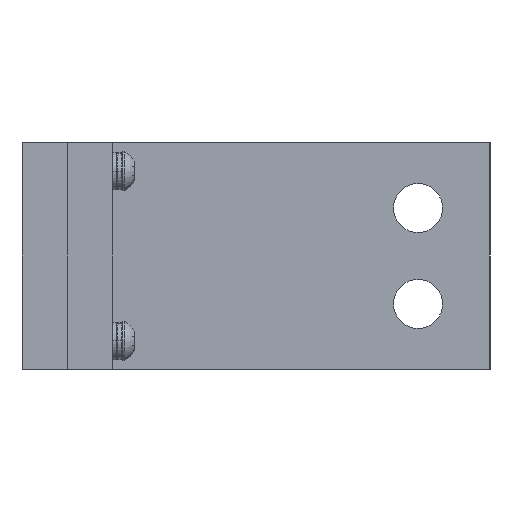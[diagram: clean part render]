
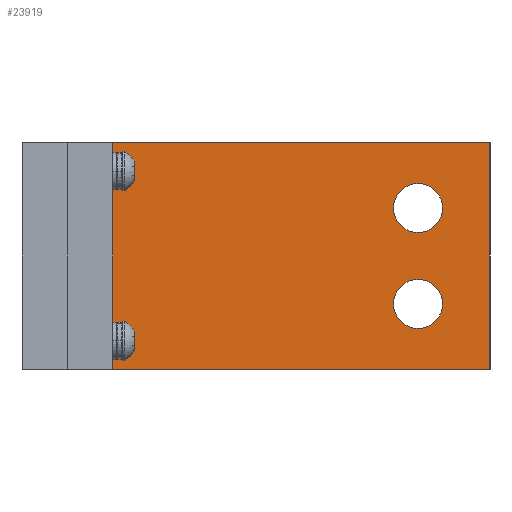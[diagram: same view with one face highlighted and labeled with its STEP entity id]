
A CAD part, left-side view. The second image highlights one B-rep face of the part: STEP entity #23919.
In plain terms, the highlighted planar face has unit normal (-1, 0, 0).
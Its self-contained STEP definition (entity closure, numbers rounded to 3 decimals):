
#23773=AXIS2_PLACEMENT_3D('Circle Axis2P3D',#23771,#23772,$) ;
#23808=AXIS2_PLACEMENT_3D('Circle Axis2P3D',#23806,#23807,$) ;
#23830=AXIS2_PLACEMENT_3D('Circle Axis2P3D',#23828,#23829,$) ;
#23865=AXIS2_PLACEMENT_3D('Circle Axis2P3D',#23863,#23864,$) ;
#23903=AXIS2_PLACEMENT_3D('Plane Axis2P3D',#23900,#23901,#23902) ;
#23653=CARTESIAN_POINT('Vertex',(-333.775,-9.,175.)) ;
#23667=CARTESIAN_POINT('Vertex',(-333.775,-114.,175.)) ;
#23670=CARTESIAN_POINT('Line Origine',(-333.775,-61.5,175.)) ;
#23698=CARTESIAN_POINT('Vertex',(-333.775,-114.,235.)) ;
#23701=CARTESIAN_POINT('Line Origine',(-333.775,-114.,205.)) ;
#23729=CARTESIAN_POINT('Vertex',(-333.775,-9.,235.)) ;
#23732=CARTESIAN_POINT('Line Origine',(-333.775,-61.5,235.)) ;
#23754=CARTESIAN_POINT('Line Origine',(-333.775,-9.,205.)) ;
#23771=CARTESIAN_POINT('Axis2P3D Location',(-333.775,-94.95,217.7)) ;
#23775=CARTESIAN_POINT('Vertex',(-333.775,-88.45,217.7)) ;
#23777=CARTESIAN_POINT('Vertex',(-333.775,-101.45,217.7)) ;
#23806=CARTESIAN_POINT('Axis2P3D Location',(-333.775,-94.95,217.7)) ;
#23828=CARTESIAN_POINT('Axis2P3D Location',(-333.775,-94.95,192.3)) ;
#23832=CARTESIAN_POINT('Vertex',(-333.775,-88.45,192.3)) ;
#23834=CARTESIAN_POINT('Vertex',(-333.775,-101.45,192.3)) ;
#23863=CARTESIAN_POINT('Axis2P3D Location',(-333.775,-94.95,192.3)) ;
#23900=CARTESIAN_POINT('Axis2P3D Location',(-333.775,-9.,175.)) ;
#23671=DIRECTION('Vector Direction',(0.,-1.,0.)) ;
#23702=DIRECTION('Vector Direction',(0.,0.,1.)) ;
#23733=DIRECTION('Vector Direction',(0.,1.,0.)) ;
#23755=DIRECTION('Vector Direction',(0.,0.,-1.)) ;
#23772=DIRECTION('Axis2P3D Direction',(-1.,0.,0.)) ;
#23807=DIRECTION('Axis2P3D Direction',(-1.,0.,0.)) ;
#23829=DIRECTION('Axis2P3D Direction',(-1.,0.,0.)) ;
#23864=DIRECTION('Axis2P3D Direction',(-1.,0.,0.)) ;
#23901=DIRECTION('Axis2P3D Direction',(-1.,0.,0.)) ;
#23902=DIRECTION('Axis2P3D XDirection',(0.,-1.,0.)) ;
#23672=VECTOR('Line Direction',#23671,1.) ;
#23703=VECTOR('Line Direction',#23702,1.) ;
#23734=VECTOR('Line Direction',#23733,1.) ;
#23756=VECTOR('Line Direction',#23755,1.) ;
#23906=ORIENTED_EDGE('',*,*,#23674,.T.) ;
#23907=ORIENTED_EDGE('',*,*,#23705,.T.) ;
#23908=ORIENTED_EDGE('',*,*,#23736,.T.) ;
#23909=ORIENTED_EDGE('',*,*,#23758,.T.) ;
#23912=ORIENTED_EDGE('',*,*,#23779,.F.) ;
#23913=ORIENTED_EDGE('',*,*,#23810,.F.) ;
#23916=ORIENTED_EDGE('',*,*,#23836,.F.) ;
#23917=ORIENTED_EDGE('',*,*,#23867,.F.) ;
#23914=FACE_BOUND('',#23911,.T.) ;
#23918=FACE_BOUND('',#23915,.T.) ;
#23919=ADVANCED_FACE('RB7378801_1PD_001_02_TERMINAL_ASSEMBLY_E2_2_UL.4\\RB7380001_1PA_001_00_PLATE.3\\PartBody',(#23910,#23914,#23918),#23904,.T.) ;
#23774=CIRCLE('generated circle',#23773,6.5) ;
#23809=CIRCLE('generated circle',#23808,6.5) ;
#23831=CIRCLE('generated circle',#23830,6.5) ;
#23866=CIRCLE('generated circle',#23865,6.5) ;
#23674=EDGE_CURVE('',#23654,#23668,#23673,.T.) ;
#23705=EDGE_CURVE('',#23668,#23699,#23704,.T.) ;
#23736=EDGE_CURVE('',#23699,#23730,#23735,.T.) ;
#23758=EDGE_CURVE('',#23730,#23654,#23757,.T.) ;
#23779=EDGE_CURVE('',#23776,#23778,#23774,.T.) ;
#23810=EDGE_CURVE('',#23778,#23776,#23809,.T.) ;
#23836=EDGE_CURVE('',#23833,#23835,#23831,.T.) ;
#23867=EDGE_CURVE('',#23835,#23833,#23866,.T.) ;
#23905=EDGE_LOOP('',(#23906,#23907,#23908,#23909)) ;
#23911=EDGE_LOOP('',(#23912,#23913)) ;
#23915=EDGE_LOOP('',(#23916,#23917)) ;
#23910=FACE_OUTER_BOUND('',#23905,.T.) ;
#23673=LINE('Line',#23670,#23672) ;
#23704=LINE('Line',#23701,#23703) ;
#23735=LINE('Line',#23732,#23734) ;
#23757=LINE('Line',#23754,#23756) ;
#23904=PLANE('',#23903) ;
#23654=VERTEX_POINT('',#23653) ;
#23668=VERTEX_POINT('',#23667) ;
#23699=VERTEX_POINT('',#23698) ;
#23730=VERTEX_POINT('',#23729) ;
#23776=VERTEX_POINT('',#23775) ;
#23778=VERTEX_POINT('',#23777) ;
#23833=VERTEX_POINT('',#23832) ;
#23835=VERTEX_POINT('',#23834) ;
